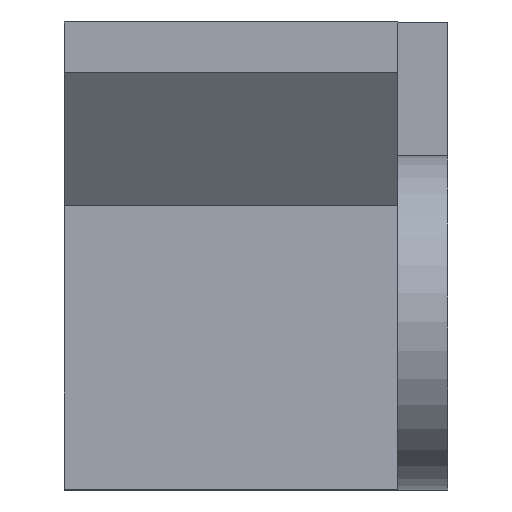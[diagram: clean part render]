
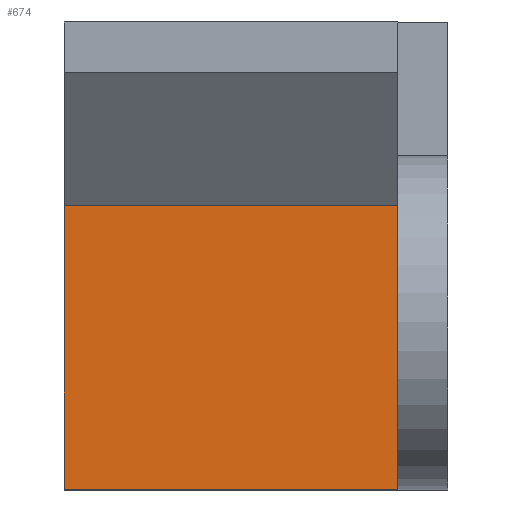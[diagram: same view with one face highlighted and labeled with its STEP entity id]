
A CAD part, top view. The second image highlights one B-rep face of the part: STEP entity #674.
In plain terms, the highlighted planar face has unit normal (0, 0, 1).
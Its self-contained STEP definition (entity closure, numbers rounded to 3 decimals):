
#39=PLANE('',#748);
#79=FACE_OUTER_BOUND('',#113,.T.);
#113=EDGE_LOOP('',(#616,#617,#618,#619));
#161=LINE('',#1102,#225);
#169=LINE('',#1117,#233);
#182=LINE('',#1149,#246);
#183=LINE('',#1150,#247);
#225=VECTOR('',#878,10.);
#233=VECTOR('',#890,10.);
#246=VECTOR('',#929,10.);
#247=VECTOR('',#930,10.);
#333=VERTEX_POINT('',#1099);
#334=VERTEX_POINT('',#1101);
#339=VERTEX_POINT('',#1114);
#345=VERTEX_POINT('',#1148);
#417=EDGE_CURVE('',#333,#334,#161,.T.);
#425=EDGE_CURVE('',#339,#334,#169,.T.);
#440=EDGE_CURVE('',#345,#333,#182,.T.);
#441=EDGE_CURVE('',#339,#345,#183,.T.);
#616=ORIENTED_EDGE('',*,*,#425,.T.);
#617=ORIENTED_EDGE('',*,*,#417,.F.);
#618=ORIENTED_EDGE('',*,*,#440,.F.);
#619=ORIENTED_EDGE('',*,*,#441,.F.);
#674=ADVANCED_FACE('',(#79),#39,.T.);
#748=AXIS2_PLACEMENT_3D('',#1147,#927,#928);
#878=DIRECTION('',(0.,1.,0.));
#890=DIRECTION('',(-1.,0.,0.));
#927=DIRECTION('center_axis',(0.,0.,
1.));
#928=DIRECTION('ref_axis',(0.,1.,0.));
#929=DIRECTION('',(-1.,0.,0.));
#930=DIRECTION('',(0.,-1.,0.));
#1099=CARTESIAN_POINT('',(32.,18.,-24.893));
#1101=CARTESIAN_POINT('',(32.,35.02,-24.893));
#1102=CARTESIAN_POINT('',(32.,38.,-24.893));
#1114=CARTESIAN_POINT('',(52.,35.02,-24.893));
#1117=CARTESIAN_POINT('',(52.,35.02,-24.893));
#1147=CARTESIAN_POINT('Origin',(52.,18.,-24.893));
#1148=CARTESIAN_POINT('',(52.,18.,-24.893));
#1149=CARTESIAN_POINT('',(52.,18.,-24.893));
#1150=CARTESIAN_POINT('',(52.,23.,-24.893));
